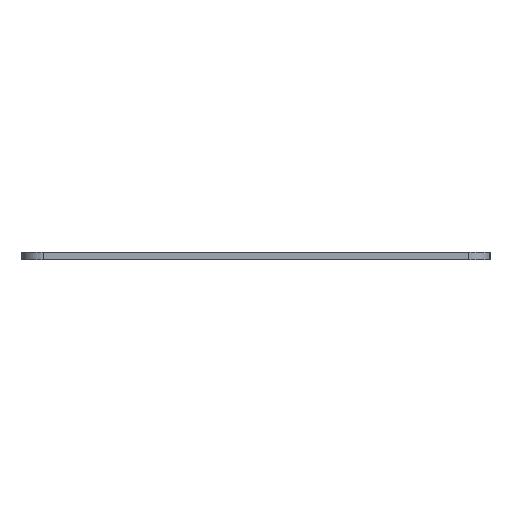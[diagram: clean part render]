
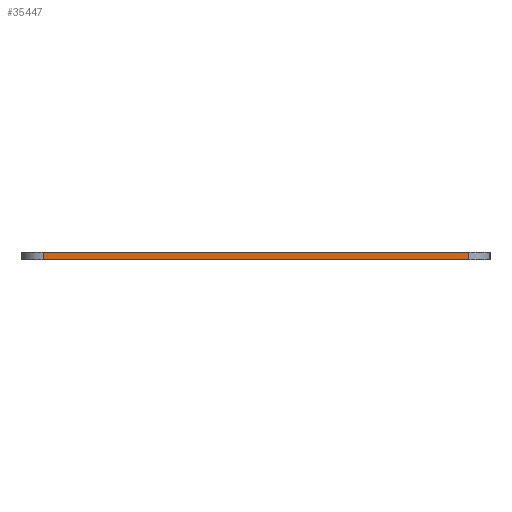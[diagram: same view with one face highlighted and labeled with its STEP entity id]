
A CAD part, left-side view. The second image highlights one B-rep face of the part: STEP entity #35447.
In plain terms, the highlighted planar face has unit normal (-1, 0, 0).
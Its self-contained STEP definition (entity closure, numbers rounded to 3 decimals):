
#55 = CYLINDRICAL_SURFACE('',#56,4.763);
#56 = AXIS2_PLACEMENT_3D('',#57,#58,#59);
#57 = CARTESIAN_POINT('',(28.575,-157.163,0.));
#58 = DIRECTION('',(-0.,-0.,-1.));
#59 = DIRECTION('',(1.,0.,-0.));
#83 = PLANE('',#84);
#84 = AXIS2_PLACEMENT_3D('',#85,#86,#87);
#85 = CARTESIAN_POINT('',(171.45,-109.538,1.6));
#86 = DIRECTION('',(0.,0.,1.));
#87 = DIRECTION('',(1.,0.,-0.));
#137 = PLANE('',#138);
#138 = AXIS2_PLACEMENT_3D('',#139,#140,#141);
#139 = CARTESIAN_POINT('',(171.45,-109.538,0.));
#140 = DIRECTION('',(0.,0.,1.));
#141 = DIRECTION('',(1.,0.,-0.));
#152 = EDGE_CURVE('',#153,#155,#157,.T.);
#153 = VERTEX_POINT('',#154);
#154 = CARTESIAN_POINT('',(23.813,-157.163,0.));
#155 = VERTEX_POINT('',#156);
#156 = CARTESIAN_POINT('',(23.813,-157.163,1.6));
#157 = SURFACE_CURVE('',#158,(#162,#169),.PCURVE_S1.);
#158 = LINE('',#159,#160);
#159 = CARTESIAN_POINT('',(23.813,-157.163,0.));
#160 = VECTOR('',#161,1.);
#161 = DIRECTION('',(0.,0.,1.));
#162 = PCURVE('',#55,#163);
#163 = DEFINITIONAL_REPRESENTATION('',(#164),#168);
#164 = LINE('',#165,#166);
#165 = CARTESIAN_POINT('',(-3.142,0.));
#166 = VECTOR('',#167,1.);
#167 = DIRECTION('',(-0.,-1.));
#168 = ( GEOMETRIC_REPRESENTATION_CONTEXT(2) 
PARAMETRIC_REPRESENTATION_CONTEXT() REPRESENTATION_CONTEXT('2D SPACE',''
  ) );
#169 = PCURVE('',#170,#175);
#170 = PLANE('',#171);
#171 = AXIS2_PLACEMENT_3D('',#172,#173,#174);
#172 = CARTESIAN_POINT('',(23.813,-61.913,0.));
#173 = DIRECTION('',(1.,0.,-0.));
#174 = DIRECTION('',(0.,-1.,0.));
#175 = DEFINITIONAL_REPRESENTATION('',(#176),#180);
#176 = LINE('',#177,#178);
#177 = CARTESIAN_POINT('',(95.25,0.));
#178 = VECTOR('',#179,1.);
#179 = DIRECTION('',(0.,-1.));
#180 = ( GEOMETRIC_REPRESENTATION_CONTEXT(2) 
PARAMETRIC_REPRESENTATION_CONTEXT() REPRESENTATION_CONTEXT('2D SPACE',''
  ) );
#391 = VERTEX_POINT('',#392);
#392 = CARTESIAN_POINT('',(23.813,-61.913,0.));
#407 = CYLINDRICAL_SURFACE('',#408,4.763);
#408 = AXIS2_PLACEMENT_3D('',#409,#410,#411);
#409 = CARTESIAN_POINT('',(28.575,-61.913,0.));
#410 = DIRECTION('',(-0.,-0.,-1.));
#411 = DIRECTION('',(1.,0.,-0.));
#419 = EDGE_CURVE('',#391,#153,#420,.T.);
#420 = SURFACE_CURVE('',#421,(#425,#432),.PCURVE_S1.);
#421 = LINE('',#422,#423);
#422 = CARTESIAN_POINT('',(23.813,-61.913,0.));
#423 = VECTOR('',#424,1.);
#424 = DIRECTION('',(0.,-1.,0.));
#425 = PCURVE('',#137,#426);
#426 = DEFINITIONAL_REPRESENTATION('',(#427),#431);
#427 = LINE('',#428,#429);
#428 = CARTESIAN_POINT('',(-147.638,47.625));
#429 = VECTOR('',#430,1.);
#430 = DIRECTION('',(0.,-1.));
#431 = ( GEOMETRIC_REPRESENTATION_CONTEXT(2) 
PARAMETRIC_REPRESENTATION_CONTEXT() REPRESENTATION_CONTEXT('2D SPACE',''
  ) );
#432 = PCURVE('',#170,#433);
#433 = DEFINITIONAL_REPRESENTATION('',(#434),#438);
#434 = LINE('',#435,#436);
#435 = CARTESIAN_POINT('',(0.,0.));
#436 = VECTOR('',#437,1.);
#437 = DIRECTION('',(1.,0.));
#438 = ( GEOMETRIC_REPRESENTATION_CONTEXT(2) 
PARAMETRIC_REPRESENTATION_CONTEXT() REPRESENTATION_CONTEXT('2D SPACE',''
  ) );
#19525 = VERTEX_POINT('',#19526);
#19526 = CARTESIAN_POINT('',(23.813,-61.913,1.6));
#19548 = EDGE_CURVE('',#19525,#155,#19549,.T.);
#19549 = SURFACE_CURVE('',#19550,(#19554,#19561),.PCURVE_S1.);
#19550 = LINE('',#19551,#19552);
#19551 = CARTESIAN_POINT('',(23.813,-61.913,1.6));
#19552 = VECTOR('',#19553,1.);
#19553 = DIRECTION('',(0.,-1.,0.));
#19554 = PCURVE('',#83,#19555);
#19555 = DEFINITIONAL_REPRESENTATION('',(#19556),#19560);
#19556 = LINE('',#19557,#19558);
#19557 = CARTESIAN_POINT('',(-147.638,47.625));
#19558 = VECTOR('',#19559,1.);
#19559 = DIRECTION('',(0.,-1.));
#19560 = ( GEOMETRIC_REPRESENTATION_CONTEXT(2) 
PARAMETRIC_REPRESENTATION_CONTEXT() REPRESENTATION_CONTEXT('2D SPACE',''
  ) );
#19561 = PCURVE('',#170,#19562);
#19562 = DEFINITIONAL_REPRESENTATION('',(#19563),#19567);
#19563 = LINE('',#19564,#19565);
#19564 = CARTESIAN_POINT('',(0.,-1.6));
#19565 = VECTOR('',#19566,1.);
#19566 = DIRECTION('',(1.,0.));
#19567 = ( GEOMETRIC_REPRESENTATION_CONTEXT(2) 
PARAMETRIC_REPRESENTATION_CONTEXT() REPRESENTATION_CONTEXT('2D SPACE',''
  ) );
#35447 = ADVANCED_FACE('',(#35448),#170,.F.);
#35448 = FACE_BOUND('',#35449,.F.);
#35449 = EDGE_LOOP('',(#35450,#35471,#35472,#35473));
#35450 = ORIENTED_EDGE('',*,*,#35451,.T.);
#35451 = EDGE_CURVE('',#391,#19525,#35452,.T.);
#35452 = SURFACE_CURVE('',#35453,(#35457,#35464),.PCURVE_S1.);
#35453 = LINE('',#35454,#35455);
#35454 = CARTESIAN_POINT('',(23.813,-61.913,0.));
#35455 = VECTOR('',#35456,1.);
#35456 = DIRECTION('',(0.,0.,1.));
#35457 = PCURVE('',#170,#35458);
#35458 = DEFINITIONAL_REPRESENTATION('',(#35459),#35463);
#35459 = LINE('',#35460,#35461);
#35460 = CARTESIAN_POINT('',(0.,0.));
#35461 = VECTOR('',#35462,1.);
#35462 = DIRECTION('',(0.,-1.));
#35463 = ( GEOMETRIC_REPRESENTATION_CONTEXT(2) 
PARAMETRIC_REPRESENTATION_CONTEXT() REPRESENTATION_CONTEXT('2D SPACE',''
  ) );
#35464 = PCURVE('',#407,#35465);
#35465 = DEFINITIONAL_REPRESENTATION('',(#35466),#35470);
#35466 = LINE('',#35467,#35468);
#35467 = CARTESIAN_POINT('',(-3.142,0.));
#35468 = VECTOR('',#35469,1.);
#35469 = DIRECTION('',(-0.,-1.));
#35470 = ( GEOMETRIC_REPRESENTATION_CONTEXT(2) 
PARAMETRIC_REPRESENTATION_CONTEXT() REPRESENTATION_CONTEXT('2D SPACE',''
  ) );
#35471 = ORIENTED_EDGE('',*,*,#19548,.T.);
#35472 = ORIENTED_EDGE('',*,*,#152,.F.);
#35473 = ORIENTED_EDGE('',*,*,#419,.F.);
